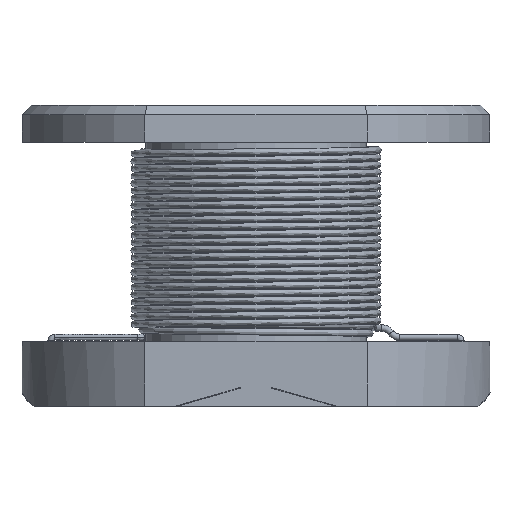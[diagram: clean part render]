
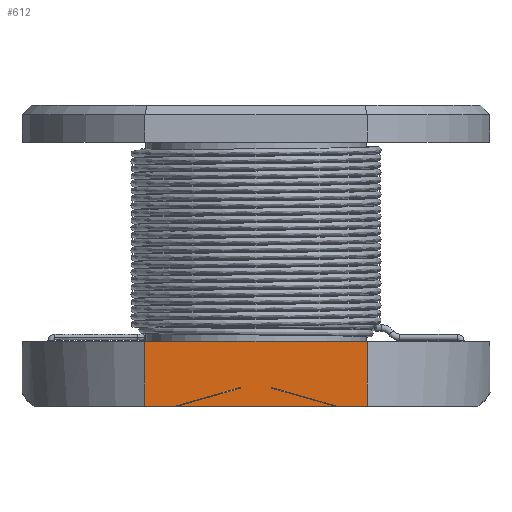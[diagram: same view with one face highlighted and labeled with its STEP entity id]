
A CAD part, front view. The second image highlights one B-rep face of the part: STEP entity #612.
In plain terms, the highlighted planar face has unit normal (0, -1, 0).
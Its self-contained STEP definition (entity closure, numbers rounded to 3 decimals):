
#612 = ADVANCED_FACE( '', ( #1253 ), #1254, .T. );
#1253 = FACE_OUTER_BOUND( '', #6380, .T. );
#1254 = PLANE( '', #6381 );
#6380 = EDGE_LOOP( '', ( #8295, #8296, #8297, #8298 ) );
#6381 = AXIS2_PLACEMENT_3D( '', #8299, #8300, #8301 );
#8295 = ORIENTED_EDGE( '', *, *, #8937, .F. );
#8296 = ORIENTED_EDGE( '', *, *, #9013, .F. );
#8297 = ORIENTED_EDGE( '', *, *, #8730, .T. );
#8298 = ORIENTED_EDGE( '', *, *, #8658, .T. );
#8299 = CARTESIAN_POINT( '', ( 2.4, -4.5, 1.4 ) );
#8300 = DIRECTION( '', ( 0., -1., 0. ) );
#8301 = DIRECTION( '', ( 0., 0., -1. ) );
#8658 = EDGE_CURVE( '', #9505, #9503, #9506, .T. );
#8730 = EDGE_CURVE( '', #9627, #9505, #9628, .T. );
#8937 = EDGE_CURVE( '', #9931, #9503, #9933, .T. );
#9013 = EDGE_CURVE( '', #9627, #9931, #10032, .T. );
#9503 = VERTEX_POINT( '', #10835 );
#9505 = VERTEX_POINT( '', #10837 );
#9506 = LINE( '', #10838, #10839 );
#9627 = VERTEX_POINT( '', #11073 );
#9628 = LINE( '', #11074, #11075 );
#9931 = VERTEX_POINT( '', #11620 );
#9933 = LINE( '', #11622, #11623 );
#10032 = LINE( '', #11844, #11845 );
#10835 = CARTESIAN_POINT( '', ( -2.4, -4.5, 0. ) );
#10837 = CARTESIAN_POINT( '', ( -2.4, -4.5, 1.4 ) );
#10838 = CARTESIAN_POINT( '', ( -2.4, -4.5, 1.4 ) );
#10839 = VECTOR( '', #12469, 1000. );
#11073 = CARTESIAN_POINT( '', ( 2.4, -4.5, 1.4 ) );
#11074 = CARTESIAN_POINT( '', ( 2.4, -4.5, 1.4 ) );
#11075 = VECTOR( '', #12564, 1000. );
#11620 = CARTESIAN_POINT( '', ( 2.4, -4.5, 0. ) );
#11622 = CARTESIAN_POINT( '', ( 2.4, -4.5, 0. ) );
#11623 = VECTOR( '', #12754, 1000. );
#11844 = CARTESIAN_POINT( '', ( 2.4, -4.5, 1.4 ) );
#11845 = VECTOR( '', #12803, 1000. );
#12469 = DIRECTION( '', ( 0., 0., -1. ) );
#12564 = DIRECTION( '', ( -1., 0., 0. ) );
#12754 = DIRECTION( '', ( -1., 0., 0. ) );
#12803 = DIRECTION( '', ( 0., 0., -1. ) );
